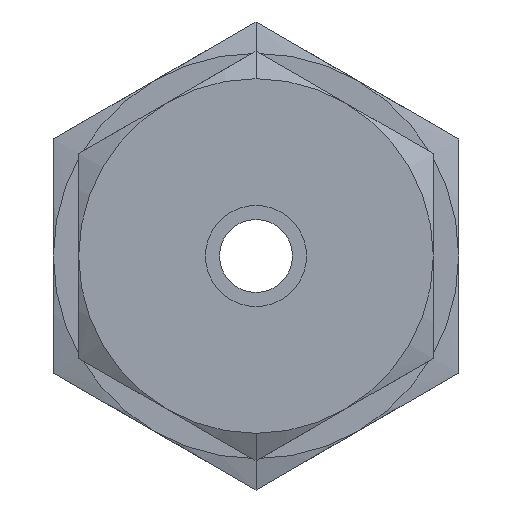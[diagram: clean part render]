
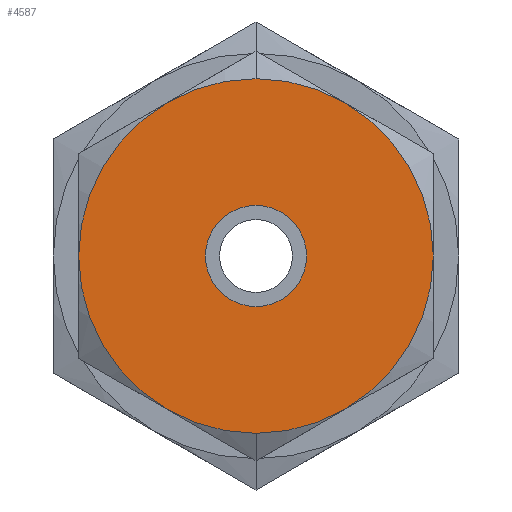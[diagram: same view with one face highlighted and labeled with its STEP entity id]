
A CAD part, left-side view. The second image highlights one B-rep face of the part: STEP entity #4587.
In plain terms, the highlighted planar face has unit normal (-1, 0, 0).
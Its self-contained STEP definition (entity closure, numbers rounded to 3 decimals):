
#279 = EDGE_CURVE ( 'NONE', #7452, #11597, #10617, .T. ) ;
#433 = ORIENTED_EDGE ( 'NONE', *, *, #279, .T. ) ;
#1015 = ORIENTED_EDGE ( 'NONE', *, *, #6690, .F. ) ;
#1099 = DIRECTION ( 'NONE',  ( 0., 0., 1. ) ) ;
#1967 = CARTESIAN_POINT ( 'NONE',  ( 0., 0., 0. ) ) ;
#2112 = AXIS2_PLACEMENT_3D ( 'NONE', #7674, #14210, #11182 ) ;
#2264 = PLANE ( 'NONE',  #9958 ) ;
#2307 = EDGE_CURVE ( 'NONE', #11597, #7452, #5089, .T. ) ;
#2674 = EDGE_CURVE ( 'NONE', #10608, #3892, #3035, .T. ) ;
#3035 = CIRCLE ( 'NONE', #10160, 5.555 ) ;
#3264 = DIRECTION ( 'NONE',  ( 1., 0., 0. ) ) ;
#3561 = CARTESIAN_POINT ( 'NONE',  ( 0., 0., -1.585 ) ) ;
#3739 = AXIS2_PLACEMENT_3D ( 'NONE', #9589, #7576, #8518 ) ;
#3892 = VERTEX_POINT ( 'NONE', #5620 ) ;
#4587 = ADVANCED_FACE ( 'NONE', ( #5494, #9954 ), #2264, .T. ) ;
#4962 = CARTESIAN_POINT ( 'NONE',  ( 0., 0., 1.585 ) ) ;
#5089 = CIRCLE ( 'NONE', #2112, 1.585 ) ;
#5357 = CARTESIAN_POINT ( 'NONE',  ( 0., 0., 2.777 ) ) ;
#5468 = ORIENTED_EDGE ( 'NONE', *, *, #2307, .T. ) ;
#5494 = FACE_BOUND ( 'NONE', #6845, .T. ) ;
#5620 = CARTESIAN_POINT ( 'NONE',  ( 0., 0., 5.555 ) ) ;
#5987 = DIRECTION ( 'NONE',  ( 1., 0., 0. ) ) ;
#6690 = EDGE_CURVE ( 'NONE', #3892, #10608, #10596, .T. ) ;
#6746 = EDGE_LOOP ( 'NONE', ( #1015, #11285 ) ) ;
#6845 = EDGE_LOOP ( 'NONE', ( #5468, #433 ) ) ;
#7452 = VERTEX_POINT ( 'NONE', #4962 ) ;
#7499 = CARTESIAN_POINT ( 'NONE',  ( 0., 0., -5.555 ) ) ;
#7576 = DIRECTION ( 'NONE',  ( 1., 0., 0. ) ) ;
#7612 = AXIS2_PLACEMENT_3D ( 'NONE', #1967, #3264, #1099 ) ;
#7674 = CARTESIAN_POINT ( 'NONE',  ( 0., 0., 0. ) ) ;
#8518 = DIRECTION ( 'NONE',  ( 0., 0., 1. ) ) ;
#8940 = DIRECTION ( 'NONE',  ( 0., 0., 1. ) ) ;
#9589 = CARTESIAN_POINT ( 'NONE',  ( 0., 0., 0. ) ) ;
#9954 = FACE_OUTER_BOUND ( 'NONE', #6746, .T. ) ;
#9958 = AXIS2_PLACEMENT_3D ( 'NONE', #5357, #11972, #8940 ) ;
#10160 = AXIS2_PLACEMENT_3D ( 'NONE', #11313, #5987, #13692 ) ;
#10596 = CIRCLE ( 'NONE', #7612, 5.555 ) ;
#10608 = VERTEX_POINT ( 'NONE', #7499 ) ;
#10617 = CIRCLE ( 'NONE', #3739, 1.585 ) ;
#11182 = DIRECTION ( 'NONE',  ( 0., 0., -1. ) ) ;
#11285 = ORIENTED_EDGE ( 'NONE', *, *, #2674, .F. ) ;
#11313 = CARTESIAN_POINT ( 'NONE',  ( 0., 0., 0. ) ) ;
#11597 = VERTEX_POINT ( 'NONE', #3561 ) ;
#11972 = DIRECTION ( 'NONE',  ( -1., 0., 0. ) ) ;
#13692 = DIRECTION ( 'NONE',  ( 0., 0., -1. ) ) ;
#14210 = DIRECTION ( 'NONE',  ( 1., 0., 0. ) ) ;
